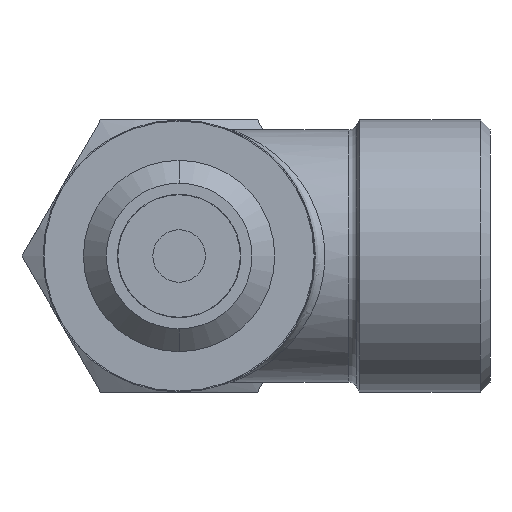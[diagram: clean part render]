
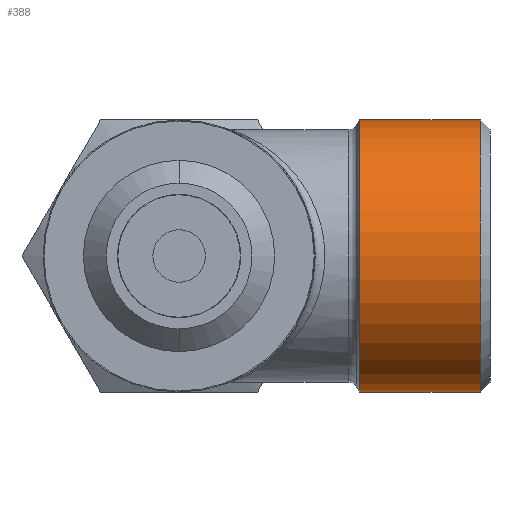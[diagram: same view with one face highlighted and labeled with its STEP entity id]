
A CAD part, front view. The second image highlights one B-rep face of the part: STEP entity #388.
In plain terms, the highlighted cylindrical face has radius 7 mm (diameter 14 mm), a partial arc.
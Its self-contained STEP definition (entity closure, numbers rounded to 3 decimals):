
#196 = EDGE_CURVE ( 'NONE', #241, #327, #1178, .T. ) ;
#199 = VERTEX_POINT ( 'NONE', #1215 ) ;
#241 = VERTEX_POINT ( 'NONE', #1283 ) ;
#320 = VERTEX_POINT ( 'NONE', #1865 ) ;
#327 = VERTEX_POINT ( 'NONE', #1945 ) ;
#362 = EDGE_CURVE ( 'NONE', #241, #199, #1476, .T. ) ;
#363 = ORIENTED_EDGE ( 'NONE', *, *, #461, .T. ) ;
#366 = ORIENTED_EDGE ( 'NONE', *, *, #393, .T. ) ;
#367 = ORIENTED_EDGE ( 'NONE', *, *, #362, .T. ) ;
#388 = ADVANCED_FACE ( 'NONE', ( #2612 ), #2607, .T. ) ;
#389 = EDGE_LOOP ( 'NONE', ( #390, #367, #363, #366 ) ) ;
#390 = ORIENTED_EDGE ( 'NONE', *, *, #196, .F. ) ;
#393 = EDGE_CURVE ( 'NONE', #320, #327, #2679, .T. ) ;
#461 = EDGE_CURVE ( 'NONE', #199, #320, #2935, .T. ) ;
#1173 = DIRECTION ( 'NONE',  ( -1., 0., 0. ) ) ;
#1174 = VECTOR ( 'NONE', #1173, 1000. ) ;
#1175 = CARTESIAN_POINT ( 'NONE',  ( -1.207, 14.7, -7. ) ) ;
#1178 = LINE ( 'NONE', #1175, #1174 ) ;
#1215 = CARTESIAN_POINT ( 'NONE',  ( 15.5, 14.7, 7. ) ) ;
#1283 = CARTESIAN_POINT ( 'NONE',  ( 15.5, 14.7, -7. ) ) ;
#1472 = DIRECTION ( 'NONE',  ( 0., 0., 1. ) ) ;
#1473 = DIRECTION ( 'NONE',  ( -1., 0., 0. ) ) ;
#1474 = CARTESIAN_POINT ( 'NONE',  ( 15.5, 14.7, 0. ) ) ;
#1475 = AXIS2_PLACEMENT_3D ( 'NONE', #1474, #1473, #1472 ) ;
#1476 = CIRCLE ( 'NONE', #1475, 7. ) ;
#1865 = CARTESIAN_POINT ( 'NONE',  ( 9.289, 14.7, 7. ) ) ;
#1945 = CARTESIAN_POINT ( 'NONE',  ( 9.289, 14.7, -7. ) ) ;
#2604 = DIRECTION ( 'NONE',  ( -1., 0., 0. ) ) ;
#2605 = AXIS2_PLACEMENT_3D ( 'NONE', #2606, #2604, #2686 ) ;
#2606 = CARTESIAN_POINT ( 'NONE',  ( -1.207, 14.7, 0. ) ) ;
#2607 = CYLINDRICAL_SURFACE ( 'NONE', #2605, 7. ) ;
#2612 = FACE_OUTER_BOUND ( 'NONE', #389, .T. ) ;
#2675 = DIRECTION ( 'NONE',  ( 0., 0., -1. ) ) ;
#2676 = DIRECTION ( 'NONE',  ( 1., 0., 0. ) ) ;
#2677 = CARTESIAN_POINT ( 'NONE',  ( 9.289, 14.7, 0. ) ) ;
#2678 = AXIS2_PLACEMENT_3D ( 'NONE', #2677, #2676, #2675 ) ;
#2679 = CIRCLE ( 'NONE', #2678, 7. ) ;
#2686 = DIRECTION ( 'NONE',  ( 0., 0., 1. ) ) ;
#2928 = VECTOR ( 'NONE', #2965, 1000. ) ;
#2935 = LINE ( 'NONE', #2966, #2928 ) ;
#2965 = DIRECTION ( 'NONE',  ( -1., 0., 0. ) ) ;
#2966 = CARTESIAN_POINT ( 'NONE',  ( -1.207, 14.7, 7. ) ) ;
